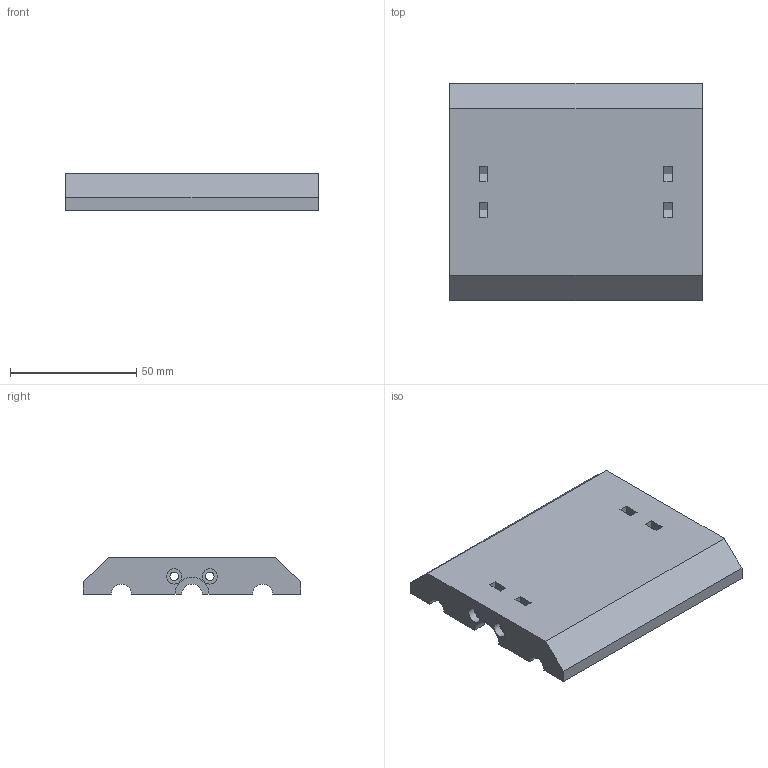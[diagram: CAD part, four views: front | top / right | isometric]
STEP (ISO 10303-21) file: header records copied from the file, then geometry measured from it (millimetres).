
FILE_DESCRIPTION(('FreeCAD Model'),'2;1');
FILE_NAME( 'x-carriage-bottom.step' ,'2020-03-29T21:52:31',('Author'),(''), 'Open CASCADE STEP processor 7.3','FreeCAD','Unknown');
FILE_SCHEMA(('AUTOMOTIVE_DESIGN { 1 0 10303 214 1 1 1 1 }'));
Length unit declared in the file: millimetre
Products named in the file (1): x-carriage-top
Bounding box: 100 x 86 x 14.5 mm (x, y, z)
Volume: 96124.7 mm3; surface area: 26315.6 mm2
Topology: 1 solids, 1 shells, 83 faces, 225 edges, 150 vertices
Faces by surface type: plane 58, cylinder 25
Full cylindrical faces by diameter (mm): 3.4 x8, 6 x2
Entity records: 5693 total; most frequent: CARTESIAN_POINT 1119, DIRECTION 859, LINE 572, VECTOR 572, ORIENTED_EDGE 450, PCURVE 450, DEFINITIONAL_REPRESENTATION 450, EDGE_CURVE 225
